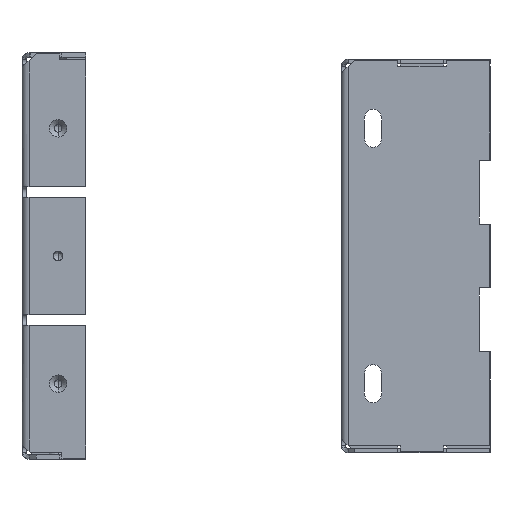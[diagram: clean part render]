
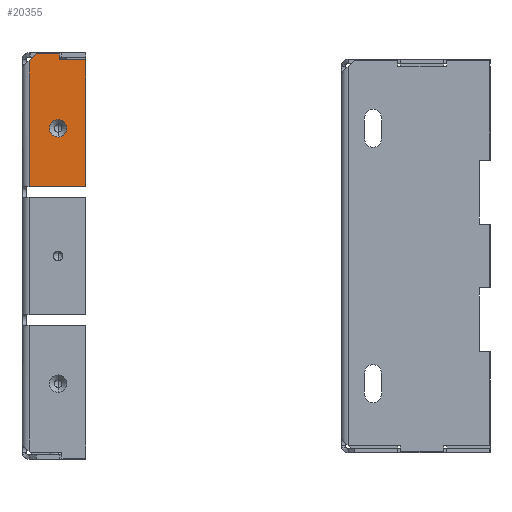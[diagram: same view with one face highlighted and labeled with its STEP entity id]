
A CAD part, left-side view. The second image highlights one B-rep face of the part: STEP entity #20355.
In plain terms, the highlighted planar face has unit normal (-1, 0, 0).
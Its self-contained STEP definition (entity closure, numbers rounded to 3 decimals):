
#471 = DIRECTION ( 'NONE',  ( 0., 0.707, -0.707 ) ) ;
#1390 = VECTOR ( 'NONE', #471, 1000. ) ;
#1671 = CARTESIAN_POINT ( 'NONE',  ( -14.98, -3., 9.22 ) ) ;
#1875 = VERTEX_POINT ( 'NONE', #24527 ) ;
#2271 = EDGE_CURVE ( 'NONE', #1875, #13891, #40252, .T. ) ;
#2654 = VECTOR ( 'NONE', #29377, 1000. ) ;
#3463 = EDGE_CURVE ( 'NONE', #31134, #3693, #4271, .T. ) ;
#3663 = AXIS2_PLACEMENT_3D ( 'NONE', #36015, #39960, #30358 ) ;
#3693 = VERTEX_POINT ( 'NONE', #40288 ) ;
#3767 = CARTESIAN_POINT ( 'NONE',  ( -14.98, -0.33, 3.25 ) ) ;
#4271 = CIRCLE ( 'NONE', #31021, 0.41 ) ;
#4711 = LINE ( 'NONE', #14125, #37971 ) ;
#5734 = CARTESIAN_POINT ( 'NONE',  ( -14.98, -1.7, 6.41 ) ) ;
#5840 = LINE ( 'NONE', #28700, #29478 ) ;
#6480 = DIRECTION ( 'NONE',  ( 0., 1., 0. ) ) ;
#6587 = LINE ( 'NONE', #8991, #8595 ) ;
#6657 = DIRECTION ( 'NONE',  ( 0., 0., 1. ) ) ;
#6769 = CARTESIAN_POINT ( 'NONE',  ( -14.98, -1.7, 6. ) ) ;
#6995 = CARTESIAN_POINT ( 'NONE',  ( -14.98, -0.355, 9.195 ) ) ;
#7159 = VECTOR ( 'NONE', #29626, 1000. ) ;
#8595 = VECTOR ( 'NONE', #28813, 1000. ) ;
#8991 = CARTESIAN_POINT ( 'NONE',  ( -14.98, -3., 0. ) ) ;
#9115 = CARTESIAN_POINT ( 'NONE',  ( -14.98, -1.75, 9.5 ) ) ;
#9671 = VERTEX_POINT ( 'NONE', #3767 ) ;
#10056 = CARTESIAN_POINT ( 'NONE',  ( -14.98, -1.75, 9.22 ) ) ;
#13200 = CARTESIAN_POINT ( 'NONE',  ( -14.98, -2.375, 9.22 ) ) ;
#13425 = EDGE_CURVE ( 'NONE', #30192, #38593, #32937, .T. ) ;
#13443 = CARTESIAN_POINT ( 'NONE',  ( -14.98, -3., 3.25 ) ) ;
#13891 = VERTEX_POINT ( 'NONE', #20462 ) ;
#14125 = CARTESIAN_POINT ( 'NONE',  ( -14.98, -0.33, 9.22 ) ) ;
#14254 = LINE ( 'NONE', #13200, #2654 ) ;
#14879 = EDGE_CURVE ( 'NONE', #9671, #13891, #4711, .T. ) ;
#15487 = ORIENTED_EDGE ( 'NONE', *, *, #2271, .T. ) ;
#15747 = ORIENTED_EDGE ( 'NONE', *, *, #14879, .F. ) ;
#15982 = ORIENTED_EDGE ( 'NONE', *, *, #31311, .F. ) ;
#16068 = DIRECTION ( 'NONE',  ( 1., 0., 0. ) ) ;
#18353 = EDGE_LOOP ( 'NONE', ( #26567, #35267 ) ) ;
#18592 = CIRCLE ( 'NONE', #29709, 0.41 ) ;
#20355 = ADVANCED_FACE ( 'NONE', ( #35002, #20360 ), #29375, .T. ) ;
#20360 = FACE_OUTER_BOUND ( 'NONE', #23380, .T. ) ;
#20462 = CARTESIAN_POINT ( 'NONE',  ( -14.98, -0.33, 9.171 ) ) ;
#20731 = DIRECTION ( 'NONE',  ( 0., 0., 1. ) ) ;
#21456 = ORIENTED_EDGE ( 'NONE', *, *, #22857, .F. ) ;
#21635 = ORIENTED_EDGE ( 'NONE', *, *, #21782, .F. ) ;
#21782 = EDGE_CURVE ( 'NONE', #28032, #9671, #5840, .T. ) ;
#22064 = DIRECTION ( 'NONE',  ( 0., 0., -1. ) ) ;
#22857 = EDGE_CURVE ( 'NONE', #38593, #32482, #14254, .T. ) ;
#23354 = VECTOR ( 'NONE', #22064, 1000. ) ;
#23380 = EDGE_LOOP ( 'NONE', ( #15747, #21635, #23976, #21456, #36841, #15982, #15487 ) ) ;
#23976 = ORIENTED_EDGE ( 'NONE', *, *, #32639, .F. ) ;
#24527 = CARTESIAN_POINT ( 'NONE',  ( -14.98, -0.659, 9.5 ) ) ;
#26567 = ORIENTED_EDGE ( 'NONE', *, *, #3463, .T. ) ;
#27670 = CARTESIAN_POINT ( 'NONE',  ( -14.98, -1.75, 9.36 ) ) ;
#28032 = VERTEX_POINT ( 'NONE', #13443 ) ;
#28700 = CARTESIAN_POINT ( 'NONE',  ( -14.98, -1.665, 3.25 ) ) ;
#28813 = DIRECTION ( 'NONE',  ( 0., 0., -1. ) ) ;
#29264 = DIRECTION ( 'NONE',  ( 0., 0., 1. ) ) ;
#29375 = PLANE ( 'NONE',  #3663 ) ;
#29377 = DIRECTION ( 'NONE',  ( 0., -1., 0. ) ) ;
#29478 = VECTOR ( 'NONE', #6480, 1000. ) ;
#29626 = DIRECTION ( 'NONE',  ( 0., -1., 0. ) ) ;
#29709 = AXIS2_PLACEMENT_3D ( 'NONE', #32272, #32687, #6657 ) ;
#30192 = VERTEX_POINT ( 'NONE', #9115 ) ;
#30358 = DIRECTION ( 'NONE',  ( 0., 0., 1. ) ) ;
#31021 = AXIS2_PLACEMENT_3D ( 'NONE', #6769, #16068, #29264 ) ;
#31134 = VERTEX_POINT ( 'NONE', #5734 ) ;
#31311 = EDGE_CURVE ( 'NONE', #1875, #30192, #39406, .T. ) ;
#32272 = CARTESIAN_POINT ( 'NONE',  ( -14.98, -1.7, 6. ) ) ;
#32482 = VERTEX_POINT ( 'NONE', #1671 ) ;
#32639 = EDGE_CURVE ( 'NONE', #32482, #28032, #6587, .T. ) ;
#32687 = DIRECTION ( 'NONE',  ( 1., 0., 0. ) ) ;
#32937 = LINE ( 'NONE', #27670, #23354 ) ;
#33007 = CARTESIAN_POINT ( 'NONE',  ( -14.98, -1.205, 9.5 ) ) ;
#35002 = FACE_BOUND ( 'NONE', #18353, .T. ) ;
#35260 = EDGE_CURVE ( 'NONE', #3693, #31134, #18592, .T. ) ;
#35267 = ORIENTED_EDGE ( 'NONE', *, *, #35260, .T. ) ;
#36015 = CARTESIAN_POINT ( 'NONE',  ( -14.98, -0.33, 9.22 ) ) ;
#36841 = ORIENTED_EDGE ( 'NONE', *, *, #13425, .F. ) ;
#37971 = VECTOR ( 'NONE', #20731, 1000. ) ;
#38593 = VERTEX_POINT ( 'NONE', #10056 ) ;
#39406 = LINE ( 'NONE', #33007, #7159 ) ;
#39960 = DIRECTION ( 'NONE',  ( -1., 0., 0. ) ) ;
#40252 = LINE ( 'NONE', #6995, #1390 ) ;
#40288 = CARTESIAN_POINT ( 'NONE',  ( -14.98, -1.7, 5.59 ) ) ;
